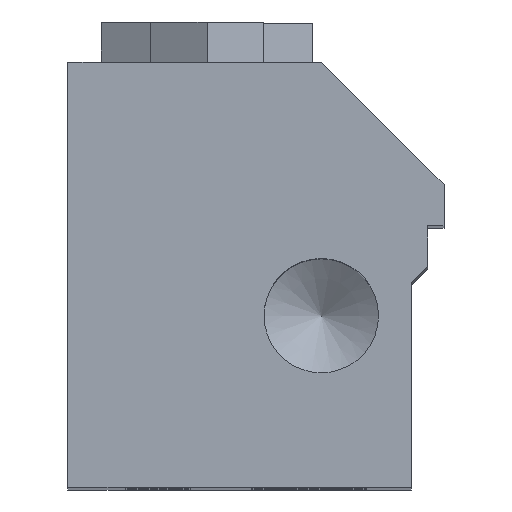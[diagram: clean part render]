
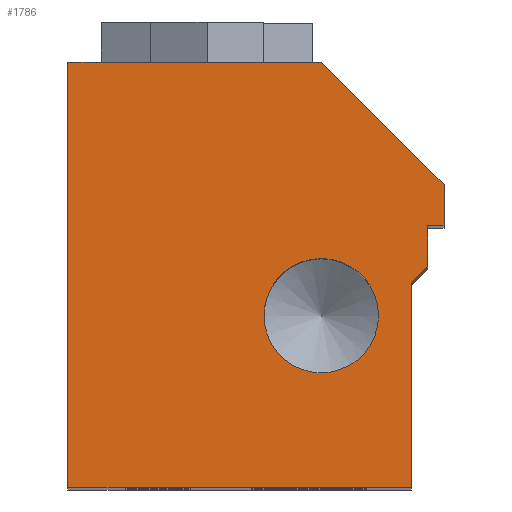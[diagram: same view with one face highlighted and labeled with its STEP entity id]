
A CAD part, top view. The second image highlights one B-rep face of the part: STEP entity #1786.
In plain terms, the highlighted planar face has unit normal (0, 0, 1).
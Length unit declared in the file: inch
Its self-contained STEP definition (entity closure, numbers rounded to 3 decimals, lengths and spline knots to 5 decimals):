
#1355=CARTESIAN_POINT('',(0.72962,0.73151,3.0));
#1356=VERTEX_POINT('',#1355);
#1357=CARTESIAN_POINT('',(0.51087,0.73151,3.0));
#1358=DIRECTION('',(0.0,0.0,-1.0));
#1359=DIRECTION('',(1.0,0.0,0.0));
#1360=AXIS2_PLACEMENT_3D('',#1357,#1358,#1359);
#1361=CIRCLE('',#1360,0.21875);
#1362=EDGE_CURVE('',#1356,#1356,#1361,.T.);
#1495=CARTESIAN_POINT('',(-0.45788,0.07526,3.0));
#1496=VERTEX_POINT('',#1495);
#1497=CARTESIAN_POINT('',(-0.45788,1.70026,3.0));
#1498=VERTEX_POINT('',#1497);
#1499=CARTESIAN_POINT('',(-0.45788,0.07526,3.0));
#1500=DIRECTION('',(0.0,1.0,0.0));
#1501=VECTOR('',#1500,1.625);
#1502=LINE('',#1499,#1501);
#1503=EDGE_CURVE('',#1496,#1498,#1502,.T.);
#1526=CARTESIAN_POINT('',(0.51137,1.70026,3.0));
#1527=VERTEX_POINT('',#1526);
#1528=CARTESIAN_POINT('',(-0.45788,1.70026,3.0));
#1529=DIRECTION('',(1.0,0.0,0.0));
#1530=VECTOR('',#1529,0.96925);
#1531=LINE('',#1528,#1530);
#1532=EDGE_CURVE('',#1498,#1527,#1531,.T.);
#1590=CARTESIAN_POINT('',(0.98012,1.23151,3.0));
#1591=VERTEX_POINT('',#1590);
#1592=CARTESIAN_POINT('',(0.51137,1.70026,3.0));
#1593=DIRECTION('',(0.707,-0.707,0.0));
#1594=VECTOR('',#1593,0.66291);
#1595=LINE('',#1592,#1594);
#1596=EDGE_CURVE('',#1527,#1591,#1595,.T.);
#1614=CARTESIAN_POINT('',(0.98012,1.07526,3.0));
#1615=VERTEX_POINT('',#1614);
#1616=CARTESIAN_POINT('',(0.98012,1.23151,3.0));
#1617=DIRECTION('',(0.0,-1.0,0.0));
#1618=VECTOR('',#1617,0.15625);
#1619=LINE('',#1616,#1618);
#1620=EDGE_CURVE('',#1591,#1615,#1619,.T.);
#1638=CARTESIAN_POINT('',(0.91712,1.07526,3.0));
#1639=VERTEX_POINT('',#1638);
#1640=CARTESIAN_POINT('',(0.98012,1.07526,3.0));
#1641=DIRECTION('',(-1.0,0.0,0.0));
#1642=VECTOR('',#1641,0.063);
#1643=LINE('',#1640,#1642);
#1644=EDGE_CURVE('',#1615,#1639,#1643,.T.);
#1662=CARTESIAN_POINT('',(0.91712,0.91901,3.0));
#1663=VERTEX_POINT('',#1662);
#1664=CARTESIAN_POINT('',(0.91712,1.07526,3.0));
#1665=DIRECTION('',(0.0,-1.0,0.0));
#1666=VECTOR('',#1665,0.15625);
#1667=LINE('',#1664,#1666);
#1668=EDGE_CURVE('',#1639,#1663,#1667,.T.);
#1686=CARTESIAN_POINT('',(0.85462,0.85651,3.0));
#1687=VERTEX_POINT('',#1686);
#1688=CARTESIAN_POINT('',(0.91712,0.91901,3.0));
#1689=DIRECTION('',(-0.707,-0.707,0.0));
#1690=VECTOR('',#1689,0.08839);
#1691=LINE('',#1688,#1690);
#1692=EDGE_CURVE('',#1663,#1687,#1691,.T.);
#1710=CARTESIAN_POINT('',(0.85462,0.07526,3.0));
#1711=VERTEX_POINT('',#1710);
#1712=CARTESIAN_POINT('',(0.85462,0.85651,3.0));
#1713=DIRECTION('',(0.0,-1.0,0.0));
#1714=VECTOR('',#1713,0.78125);
#1715=LINE('',#1712,#1714);
#1716=EDGE_CURVE('',#1687,#1711,#1715,.T.);
#1734=CARTESIAN_POINT('',(0.85462,0.07526,3.0));
#1735=DIRECTION('',(-1.0,0.0,0.0));
#1736=VECTOR('',#1735,1.3125);
#1737=LINE('',#1734,#1736);
#1738=EDGE_CURVE('',#1711,#1496,#1737,.T.);
#1767=CARTESIAN_POINT('',(0.19584,0.86114,3.0));
#1768=DIRECTION('',(0.0,0.0,1.0));
#1769=DIRECTION('',(1.0,0.0,0.0));
#1770=AXIS2_PLACEMENT_3D('',#1767,#1768,#1769);
#1771=PLANE('',#1770);
#1772=ORIENTED_EDGE('',*,*,#1503,.F.);
#1773=ORIENTED_EDGE('',*,*,#1738,.F.);
#1774=ORIENTED_EDGE('',*,*,#1716,.F.);
#1775=ORIENTED_EDGE('',*,*,#1692,.F.);
#1776=ORIENTED_EDGE('',*,*,#1668,.F.);
#1777=ORIENTED_EDGE('',*,*,#1644,.F.);
#1778=ORIENTED_EDGE('',*,*,#1620,.F.);
#1779=ORIENTED_EDGE('',*,*,#1596,.F.);
#1780=ORIENTED_EDGE('',*,*,#1532,.F.);
#1781=EDGE_LOOP('',(#1772,#1773,#1774,#1775,#1776,#1777,#1778,#1779,#1780));
#1782=FACE_OUTER_BOUND('',#1781,.T.);
#1783=ORIENTED_EDGE('',*,*,#1362,.T.);
#1784=EDGE_LOOP('',(#1783));
#1785=FACE_BOUND('',#1784,.T.);
#1786=ADVANCED_FACE('',(#1782,#1785),#1771,.T.);
